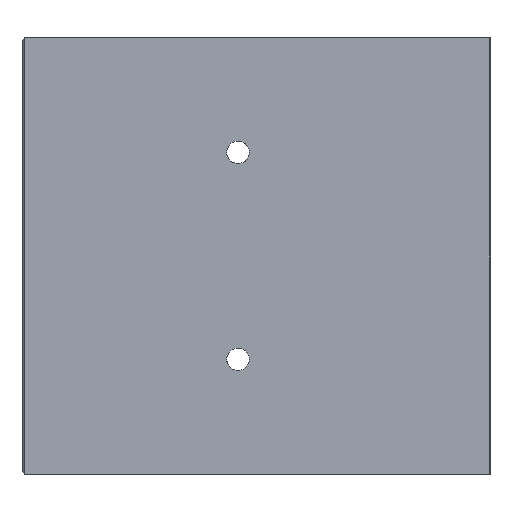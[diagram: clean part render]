
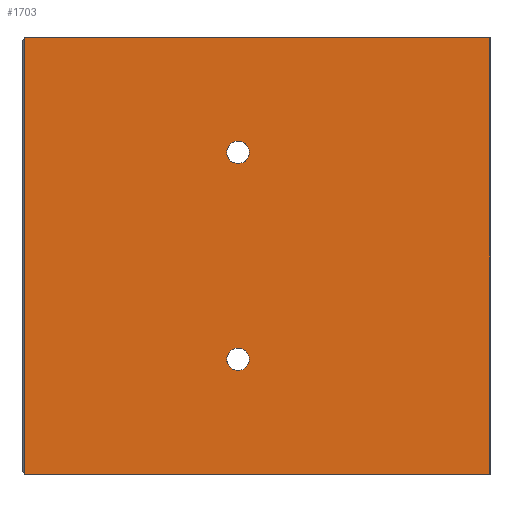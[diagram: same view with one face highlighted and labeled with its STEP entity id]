
A CAD part, left-side view. The second image highlights one B-rep face of the part: STEP entity #1703.
In plain terms, the highlighted planar face has unit normal (-1, 0, 0).
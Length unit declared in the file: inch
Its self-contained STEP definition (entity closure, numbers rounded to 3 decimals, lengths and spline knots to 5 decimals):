
#19 = ORIENTED_EDGE ( 'NONE', *, *, #2300, .F. ) ;
#45 = EDGE_LOOP ( 'NONE', ( #70, #1410 ) ) ;
#63 = CARTESIAN_POINT ( 'NONE',  ( -2.375, 1.5975, -1.5155 ) ) ;
#70 = ORIENTED_EDGE ( 'NONE', *, *, #2355, .F. ) ;
#140 = CARTESIAN_POINT ( 'NONE',  ( -2.375, 0.1175, 0.7195 ) ) ;
#150 = DIRECTION ( 'NONE',  ( 0., -1., 0. ) ) ;
#173 = DIRECTION ( 'NONE',  ( 0., -1., 0. ) ) ;
#185 = LINE ( 'NONE', #369, #2243 ) ;
#199 = VECTOR ( 'NONE', #150, 39.37008 ) ;
#200 = EDGE_LOOP ( 'NONE', ( #1079, #2161 ) ) ;
#342 = VERTEX_POINT ( 'NONE', #1966 ) ;
#369 = CARTESIAN_POINT ( 'NONE',  ( -2.375, 1.6175, -1.5155 ) ) ;
#382 = CARTESIAN_POINT ( 'NONE',  ( -2.375, 1.6175, 1.5155 ) ) ;
#393 = DIRECTION ( 'NONE',  ( 1., 0., 0. ) ) ;
#432 = EDGE_CURVE ( 'NONE', #1988, #999, #558, .T. ) ;
#449 = CIRCLE ( 'NONE', #2105, 0.07812 ) ;
#504 = AXIS2_PLACEMENT_3D ( 'NONE', #2461, #2089, #567 ) ;
#518 = VERTEX_POINT ( 'NONE', #2252 ) ;
#545 = EDGE_CURVE ( 'NONE', #1864, #1081, #1907, .T. ) ;
#558 = LINE ( 'NONE', #1308, #1215 ) ;
#567 = DIRECTION ( 'NONE',  ( 0., 0., 1. ) ) ;
#623 = CIRCLE ( 'NONE', #504, 0.07812 ) ;
#722 = CARTESIAN_POINT ( 'NONE',  ( -2.375, 0.1175, -0.79562 ) ) ;
#739 = DIRECTION ( 'NONE',  ( 0., 0., 1. ) ) ;
#778 = CARTESIAN_POINT ( 'NONE',  ( -2.375, 1.5975, 1.5155 ) ) ;
#787 = ORIENTED_EDGE ( 'NONE', *, *, #1690, .T. ) ;
#877 = CARTESIAN_POINT ( 'NONE',  ( -2.375, 0.1175, 0.7195 ) ) ;
#893 = AXIS2_PLACEMENT_3D ( 'NONE', #140, #2011, #1075 ) ;
#939 = VERTEX_POINT ( 'NONE', #722 ) ;
#995 = CARTESIAN_POINT ( 'NONE',  ( -2.375, -1.6325, -1.5155 ) ) ;
#999 = VERTEX_POINT ( 'NONE', #63 ) ;
#1017 = CIRCLE ( 'NONE', #893, 0.07812 ) ;
#1058 = DIRECTION ( 'NONE',  ( 0., 0., 1. ) ) ;
#1075 = DIRECTION ( 'NONE',  ( 0., 0., 1. ) ) ;
#1079 = ORIENTED_EDGE ( 'NONE', *, *, #1697, .F. ) ;
#1081 = VERTEX_POINT ( 'NONE', #995 ) ;
#1195 = DIRECTION ( 'NONE',  ( -1., 0., 0. ) ) ;
#1215 = VECTOR ( 'NONE', #2037, 39.37008 ) ;
#1262 = ORIENTED_EDGE ( 'NONE', *, *, #545, .F. ) ;
#1308 = CARTESIAN_POINT ( 'NONE',  ( -2.375, 1.5975, 1.5155 ) ) ;
#1315 = FACE_OUTER_BOUND ( 'NONE', #1375, .T. ) ;
#1327 = CARTESIAN_POINT ( 'NONE',  ( -2.375, -1.6325, 1.5155 ) ) ;
#1339 = FACE_BOUND ( 'NONE', #45, .T. ) ;
#1349 = CIRCLE ( 'NONE', #1504, 0.07812 ) ;
#1375 = EDGE_LOOP ( 'NONE', ( #19, #1421, #787, #1262 ) ) ;
#1384 = VERTEX_POINT ( 'NONE', #2170 ) ;
#1410 = ORIENTED_EDGE ( 'NONE', *, *, #1442, .F. ) ;
#1411 = CARTESIAN_POINT ( 'NONE',  ( -2.375, 0.1175, -0.7175 ) ) ;
#1421 = ORIENTED_EDGE ( 'NONE', *, *, #432, .T. ) ;
#1442 = EDGE_CURVE ( 'NONE', #1384, #342, #1017, .T. ) ;
#1504 = AXIS2_PLACEMENT_3D ( 'NONE', #1411, #1195, #1058 ) ;
#1647 = CARTESIAN_POINT ( 'NONE',  ( -2.375, 1.6175, 1.5155 ) ) ;
#1690 = EDGE_CURVE ( 'NONE', #999, #1081, #185, .T. ) ;
#1697 = EDGE_CURVE ( 'NONE', #518, #939, #623, .T. ) ;
#1703 = ADVANCED_FACE ( 'NONE', ( #2049, #1339, #1315 ), #2077, .F. ) ;
#1719 = DIRECTION ( 'NONE',  ( 0., 1., 0. ) ) ;
#1864 = VERTEX_POINT ( 'NONE', #1972 ) ;
#1907 = LINE ( 'NONE', #1327, #1953 ) ;
#1953 = VECTOR ( 'NONE', #2290, 39.37008 ) ;
#1966 = CARTESIAN_POINT ( 'NONE',  ( -2.375, 0.1175, 0.79762 ) ) ;
#1972 = CARTESIAN_POINT ( 'NONE',  ( -2.375, -1.6325, 1.5155 ) ) ;
#1988 = VERTEX_POINT ( 'NONE', #778 ) ;
#2011 = DIRECTION ( 'NONE',  ( -1., 0., 0. ) ) ;
#2030 = LINE ( 'NONE', #1647, #199 ) ;
#2037 = DIRECTION ( 'NONE',  ( 0., 0., -1. ) ) ;
#2049 = FACE_BOUND ( 'NONE', #200, .T. ) ;
#2077 = PLANE ( 'NONE',  #2354 ) ;
#2089 = DIRECTION ( 'NONE',  ( -1., 0., 0. ) ) ;
#2105 = AXIS2_PLACEMENT_3D ( 'NONE', #877, #2223, #739 ) ;
#2113 = EDGE_CURVE ( 'NONE', #939, #518, #1349, .T. ) ;
#2161 = ORIENTED_EDGE ( 'NONE', *, *, #2113, .F. ) ;
#2170 = CARTESIAN_POINT ( 'NONE',  ( -2.375, 0.1175, 0.64138 ) ) ;
#2223 = DIRECTION ( 'NONE',  ( -1., 0., 0. ) ) ;
#2243 = VECTOR ( 'NONE', #173, 39.37008 ) ;
#2252 = CARTESIAN_POINT ( 'NONE',  ( -2.375, 0.1175, -0.63938 ) ) ;
#2290 = DIRECTION ( 'NONE',  ( 0., 0., -1. ) ) ;
#2300 = EDGE_CURVE ( 'NONE', #1988, #1864, #2030, .T. ) ;
#2354 = AXIS2_PLACEMENT_3D ( 'NONE', #382, #393, #1719 ) ;
#2355 = EDGE_CURVE ( 'NONE', #342, #1384, #449, .T. ) ;
#2461 = CARTESIAN_POINT ( 'NONE',  ( -2.375, 0.1175, -0.7175 ) ) ;
